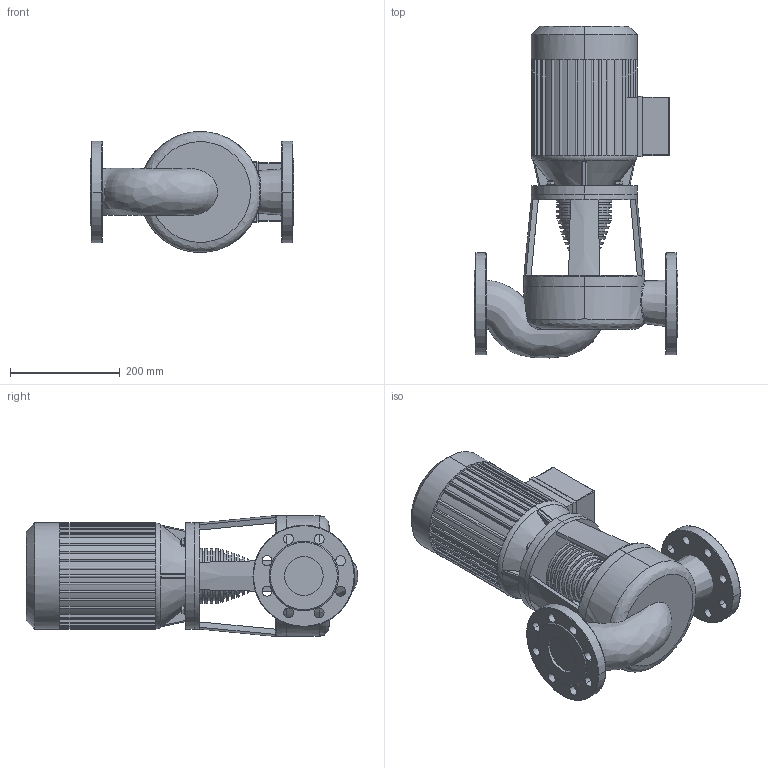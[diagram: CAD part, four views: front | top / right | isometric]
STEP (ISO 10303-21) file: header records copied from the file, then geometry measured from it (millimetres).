
FILE_DESCRIPTION((''),'2;1');
FILE_NAME('3d_IPH-W65_125-2_2_2-2121285.stp','2016-08-29T09:59:37',(''),(''),'Mechanical Desktop 2009','Mechanical Desktop 2009',', , ');
FILE_SCHEMA(('CONFIG_CONTROL_DESIGN'));
Length unit declared in the file: millimetre
Products named in the file (1): Product
Bounding box: 370 x 603.67 x 220 mm (x, y, z)
Volume: 16604267.3 mm3; surface area: 965289.9 mm2
Topology: 10 solids, 10 shells, 549 faces, 1382 edges, 881 vertices
Faces by surface type: plane 240, cylinder 150, bspline 121, cone 28, torus 6, sphere 4
Entity records: 39456 total; most frequent: CARTESIAN_POINT 26221, ORIENTED_EDGE 2756, DIRECTION 2735, EDGE_CURVE 1378, AXIS2_PLACEMENT_3D 1030, VERTEX_POINT 881, VECTOR 675, LINE 675
